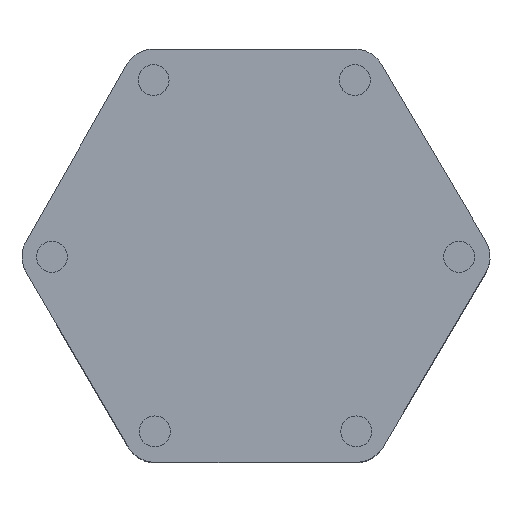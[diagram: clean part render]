
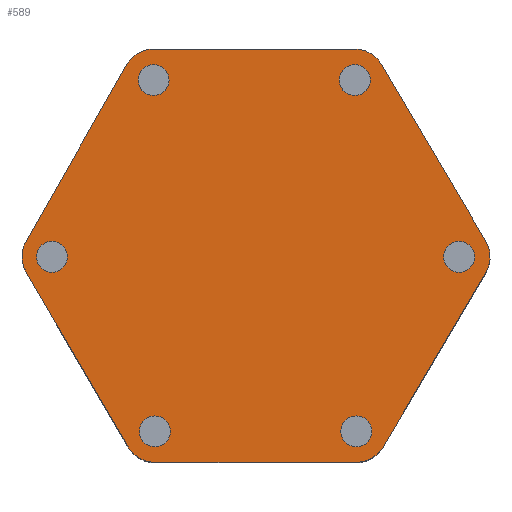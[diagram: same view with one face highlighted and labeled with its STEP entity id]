
A CAD part, top view. The second image highlights one B-rep face of the part: STEP entity #589.
In plain terms, the highlighted planar face has unit normal (0, 0, 1).
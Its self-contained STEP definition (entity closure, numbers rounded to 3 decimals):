
#94=CARTESIAN_POINT('Vertex',(70.756,-0.005,0.)) ;
#99=CARTESIAN_POINT('Axis2P3D Location',(65.756,-0.005,0.)) ;
#103=CARTESIAN_POINT('Vertex',(60.756,-0.005,0.)) ;
#125=CARTESIAN_POINT('Axis2P3D Location',(65.756,-0.005,0.)) ;
#161=CARTESIAN_POINT('Vertex',(-70.756,-0.005,0.)) ;
#166=CARTESIAN_POINT('Axis2P3D Location',(-65.756,-0.005,0.)) ;
#170=CARTESIAN_POINT('Vertex',(-60.756,-0.005,0.)) ;
#192=CARTESIAN_POINT('Axis2P3D Location',(-65.756,-0.005,0.)) ;
#223=CARTESIAN_POINT('Vertex',(-27.516,-56.383,0.)) ;
#228=CARTESIAN_POINT('Axis2P3D Location',(-32.516,-56.383,0.)) ;
#232=CARTESIAN_POINT('Vertex',(-37.516,-56.383,0.)) ;
#254=CARTESIAN_POINT('Axis2P3D Location',(-32.516,-56.383,0.)) ;
#285=CARTESIAN_POINT('Vertex',(37.555,-56.383,0.)) ;
#290=CARTESIAN_POINT('Axis2P3D Location',(32.555,-56.383,0.)) ;
#294=CARTESIAN_POINT('Vertex',(27.555,-56.383,0.)) ;
#316=CARTESIAN_POINT('Axis2P3D Location',(32.555,-56.383,0.)) ;
#347=CARTESIAN_POINT('Vertex',(37.074,57.087,0.)) ;
#352=CARTESIAN_POINT('Axis2P3D Location',(32.074,57.087,0.)) ;
#356=CARTESIAN_POINT('Vertex',(27.074,57.087,0.)) ;
#378=CARTESIAN_POINT('Axis2P3D Location',(32.074,57.087,0.)) ;
#409=CARTESIAN_POINT('Vertex',(-27.923,57.087,0.)) ;
#414=CARTESIAN_POINT('Axis2P3D Location',(-32.923,57.087,0.)) ;
#418=CARTESIAN_POINT('Vertex',(-37.923,57.087,0.)) ;
#440=CARTESIAN_POINT('Axis2P3D Location',(-32.923,57.087,0.)) ;
#462=CARTESIAN_POINT('Axis2P3D Location',(0.,0.,0.)) ;
#467=CARTESIAN_POINT('Line Origine',(-0.425,67.087,0.)) ;
#471=CARTESIAN_POINT('Vertex',(32.074,67.087,0.)) ;
#473=CARTESIAN_POINT('Vertex',(-32.923,67.087,0.)) ;
#476=CARTESIAN_POINT('Axis2P3D Location',(-32.923,57.087,0.)) ;
#480=CARTESIAN_POINT('Vertex',(-41.612,62.038,0.)) ;
#483=CARTESIAN_POINT('Line Origine',(-57.861,33.523,0.)) ;
#487=CARTESIAN_POINT('Vertex',(-74.11,5.008,0.)) ;
#490=CARTESIAN_POINT('Axis2P3D Location',(-65.422,0.057,0.)) ;
#494=CARTESIAN_POINT('Vertex',(-74.061,-4.98,0.)) ;
#497=CARTESIAN_POINT('Line Origine',(-57.608,-33.2,0.)) ;
#501=CARTESIAN_POINT('Vertex',(-41.155,-61.42,0.)) ;
#504=CARTESIAN_POINT('Axis2P3D Location',(-32.516,-56.383,0.)) ;
#508=CARTESIAN_POINT('Vertex',(-32.516,-66.383,0.)) ;
#511=CARTESIAN_POINT('Line Origine',(0.019,-66.383,0.)) ;
#515=CARTESIAN_POINT('Vertex',(32.555,-66.383,0.)) ;
#518=CARTESIAN_POINT('Axis2P3D Location',(32.555,-56.383,0.)) ;
#522=CARTESIAN_POINT('Vertex',(41.171,-61.458,0.)) ;
#525=CARTESIAN_POINT('Line Origine',(57.772,-33.268,0.)) ;
#529=CARTESIAN_POINT('Vertex',(74.372,-5.079,0.)) ;
#532=CARTESIAN_POINT('Axis2P3D Location',(65.756,-0.005,0.)) ;
#536=CARTESIAN_POINT('Vertex',(74.368,5.077,0.)) ;
#539=CARTESIAN_POINT('Line Origine',(57.527,33.623,0.)) ;
#543=CARTESIAN_POINT('Vertex',(40.686,62.169,0.)) ;
#546=CARTESIAN_POINT('Axis2P3D Location',(32.074,57.087,0.)) ;
#100=DIRECTION('Axis2P3D Direction',(0.,0.,1.)) ;
#126=DIRECTION('Axis2P3D Direction',(0.,0.,1.)) ;
#167=DIRECTION('Axis2P3D Direction',(0.,0.,1.)) ;
#193=DIRECTION('Axis2P3D Direction',(0.,0.,1.)) ;
#229=DIRECTION('Axis2P3D Direction',(0.,0.,1.)) ;
#255=DIRECTION('Axis2P3D Direction',(0.,0.,1.)) ;
#291=DIRECTION('Axis2P3D Direction',(0.,0.,1.)) ;
#317=DIRECTION('Axis2P3D Direction',(0.,0.,1.)) ;
#353=DIRECTION('Axis2P3D Direction',(0.,0.,1.)) ;
#379=DIRECTION('Axis2P3D Direction',(0.,0.,1.)) ;
#415=DIRECTION('Axis2P3D Direction',(0.,0.,1.)) ;
#441=DIRECTION('Axis2P3D Direction',(0.,0.,1.)) ;
#463=DIRECTION('Axis2P3D Direction',(0.,0.,1.)) ;
#464=DIRECTION('Axis2P3D XDirection',(1.,0.,0.)) ;
#468=DIRECTION('Vector Direction',(-1.,0.,0.)) ;
#477=DIRECTION('Axis2P3D Direction',(0.,0.,1.)) ;
#484=DIRECTION('Vector Direction',(-0.495,-0.869,0.)) ;
#491=DIRECTION('Axis2P3D Direction',(0.,0.,1.)) ;
#498=DIRECTION('Vector Direction',(0.504,-0.864,0.)) ;
#505=DIRECTION('Axis2P3D Direction',(0.,0.,1.)) ;
#512=DIRECTION('Vector Direction',(1.,0.,0.)) ;
#519=DIRECTION('Axis2P3D Direction',(0.,0.,1.)) ;
#526=DIRECTION('Vector Direction',(0.507,0.862,0.)) ;
#533=DIRECTION('Axis2P3D Direction',(0.,0.,1.)) ;
#540=DIRECTION('Vector Direction',(-0.508,0.861,0.)) ;
#547=DIRECTION('Axis2P3D Direction',(0.,0.,1.)) ;
#101=AXIS2_PLACEMENT_3D('Circle Axis2P3D',#99,#100,$) ;
#127=AXIS2_PLACEMENT_3D('Circle Axis2P3D',#125,#126,$) ;
#168=AXIS2_PLACEMENT_3D('Circle Axis2P3D',#166,#167,$) ;
#194=AXIS2_PLACEMENT_3D('Circle Axis2P3D',#192,#193,$) ;
#230=AXIS2_PLACEMENT_3D('Circle Axis2P3D',#228,#229,$) ;
#256=AXIS2_PLACEMENT_3D('Circle Axis2P3D',#254,#255,$) ;
#292=AXIS2_PLACEMENT_3D('Circle Axis2P3D',#290,#291,$) ;
#318=AXIS2_PLACEMENT_3D('Circle Axis2P3D',#316,#317,$) ;
#354=AXIS2_PLACEMENT_3D('Circle Axis2P3D',#352,#353,$) ;
#380=AXIS2_PLACEMENT_3D('Circle Axis2P3D',#378,#379,$) ;
#416=AXIS2_PLACEMENT_3D('Circle Axis2P3D',#414,#415,$) ;
#442=AXIS2_PLACEMENT_3D('Circle Axis2P3D',#440,#441,$) ;
#465=AXIS2_PLACEMENT_3D('Plane Axis2P3D',#462,#463,#464) ;
#478=AXIS2_PLACEMENT_3D('Circle Axis2P3D',#476,#477,$) ;
#492=AXIS2_PLACEMENT_3D('Circle Axis2P3D',#490,#491,$) ;
#506=AXIS2_PLACEMENT_3D('Circle Axis2P3D',#504,#505,$) ;
#520=AXIS2_PLACEMENT_3D('Circle Axis2P3D',#518,#519,$) ;
#534=AXIS2_PLACEMENT_3D('Circle Axis2P3D',#532,#533,$) ;
#548=AXIS2_PLACEMENT_3D('Circle Axis2P3D',#546,#547,$) ;
#552=ORIENTED_EDGE('',*,*,#475,.T.) ;
#553=ORIENTED_EDGE('',*,*,#482,.T.) ;
#554=ORIENTED_EDGE('',*,*,#489,.T.) ;
#555=ORIENTED_EDGE('',*,*,#496,.T.) ;
#556=ORIENTED_EDGE('',*,*,#503,.T.) ;
#557=ORIENTED_EDGE('',*,*,#510,.T.) ;
#558=ORIENTED_EDGE('',*,*,#517,.T.) ;
#559=ORIENTED_EDGE('',*,*,#524,.T.) ;
#560=ORIENTED_EDGE('',*,*,#531,.T.) ;
#561=ORIENTED_EDGE('',*,*,#538,.T.) ;
#562=ORIENTED_EDGE('',*,*,#545,.T.) ;
#563=ORIENTED_EDGE('',*,*,#550,.T.) ;
#566=ORIENTED_EDGE('',*,*,#105,.F.) ;
#567=ORIENTED_EDGE('',*,*,#129,.F.) ;
#570=ORIENTED_EDGE('',*,*,#172,.F.) ;
#571=ORIENTED_EDGE('',*,*,#196,.F.) ;
#574=ORIENTED_EDGE('',*,*,#234,.F.) ;
#575=ORIENTED_EDGE('',*,*,#258,.F.) ;
#578=ORIENTED_EDGE('',*,*,#296,.F.) ;
#579=ORIENTED_EDGE('',*,*,#320,.F.) ;
#582=ORIENTED_EDGE('',*,*,#358,.F.) ;
#583=ORIENTED_EDGE('',*,*,#382,.F.) ;
#586=ORIENTED_EDGE('',*,*,#420,.F.) ;
#587=ORIENTED_EDGE('',*,*,#444,.F.) ;
#568=FACE_BOUND('',#565,.T.) ;
#572=FACE_BOUND('',#569,.T.) ;
#576=FACE_BOUND('',#573,.T.) ;
#580=FACE_BOUND('',#577,.T.) ;
#584=FACE_BOUND('',#581,.T.) ;
#588=FACE_BOUND('',#585,.T.) ;
#469=VECTOR('Line Direction',#468,1.) ;
#485=VECTOR('Line Direction',#484,1.) ;
#499=VECTOR('Line Direction',#498,1.) ;
#513=VECTOR('Line Direction',#512,1.) ;
#527=VECTOR('Line Direction',#526,1.) ;
#541=VECTOR('Line Direction',#540,1.) ;
#589=ADVANCED_FACE('PartBody',(#564,#568,#572,#576,#580,#584,#588),#466,.T.) ;
#102=CIRCLE('generated circle',#101,5.) ;
#128=CIRCLE('generated circle',#127,5.) ;
#169=CIRCLE('generated circle',#168,5.) ;
#195=CIRCLE('generated circle',#194,5.) ;
#231=CIRCLE('generated circle',#230,5.) ;
#257=CIRCLE('generated circle',#256,5.) ;
#293=CIRCLE('generated circle',#292,5.) ;
#319=CIRCLE('generated circle',#318,5.) ;
#355=CIRCLE('generated circle',#354,5.) ;
#381=CIRCLE('generated circle',#380,5.) ;
#417=CIRCLE('generated circle',#416,5.) ;
#443=CIRCLE('generated circle',#442,5.) ;
#479=CIRCLE('generated circle',#478,10.) ;
#493=CIRCLE('generated circle',#492,10.) ;
#507=CIRCLE('generated circle',#506,10.) ;
#521=CIRCLE('generated circle',#520,10.) ;
#535=CIRCLE('generated circle',#534,10.) ;
#549=CIRCLE('generated circle',#548,10.) ;
#105=EDGE_CURVE('',#95,#104,#102,.T.) ;
#129=EDGE_CURVE('',#104,#95,#128,.T.) ;
#172=EDGE_CURVE('',#162,#171,#169,.T.) ;
#196=EDGE_CURVE('',#171,#162,#195,.T.) ;
#234=EDGE_CURVE('',#224,#233,#231,.T.) ;
#258=EDGE_CURVE('',#233,#224,#257,.T.) ;
#296=EDGE_CURVE('',#286,#295,#293,.T.) ;
#320=EDGE_CURVE('',#295,#286,#319,.T.) ;
#358=EDGE_CURVE('',#348,#357,#355,.T.) ;
#382=EDGE_CURVE('',#357,#348,#381,.T.) ;
#420=EDGE_CURVE('',#410,#419,#417,.T.) ;
#444=EDGE_CURVE('',#419,#410,#443,.T.) ;
#475=EDGE_CURVE('',#472,#474,#470,.T.) ;
#482=EDGE_CURVE('',#474,#481,#479,.T.) ;
#489=EDGE_CURVE('',#481,#488,#486,.T.) ;
#496=EDGE_CURVE('',#488,#495,#493,.T.) ;
#503=EDGE_CURVE('',#495,#502,#500,.T.) ;
#510=EDGE_CURVE('',#502,#509,#507,.T.) ;
#517=EDGE_CURVE('',#509,#516,#514,.T.) ;
#524=EDGE_CURVE('',#516,#523,#521,.T.) ;
#531=EDGE_CURVE('',#523,#530,#528,.T.) ;
#538=EDGE_CURVE('',#530,#537,#535,.T.) ;
#545=EDGE_CURVE('',#537,#544,#542,.T.) ;
#550=EDGE_CURVE('',#544,#472,#549,.T.) ;
#551=EDGE_LOOP('',(#552,#553,#554,#555,#556,#557,#558,#559,#560,#561,#562,#563)) ;
#565=EDGE_LOOP('',(#566,#567)) ;
#569=EDGE_LOOP('',(#570,#571)) ;
#573=EDGE_LOOP('',(#574,#575)) ;
#577=EDGE_LOOP('',(#578,#579)) ;
#581=EDGE_LOOP('',(#582,#583)) ;
#585=EDGE_LOOP('',(#586,#587)) ;
#564=FACE_OUTER_BOUND('',#551,.T.) ;
#470=LINE('Line',#467,#469) ;
#486=LINE('Line',#483,#485) ;
#500=LINE('Line',#497,#499) ;
#514=LINE('Line',#511,#513) ;
#528=LINE('Line',#525,#527) ;
#542=LINE('Line',#539,#541) ;
#466=PLANE('',#465) ;
#95=VERTEX_POINT('',#94) ;
#104=VERTEX_POINT('',#103) ;
#162=VERTEX_POINT('',#161) ;
#171=VERTEX_POINT('',#170) ;
#224=VERTEX_POINT('',#223) ;
#233=VERTEX_POINT('',#232) ;
#286=VERTEX_POINT('',#285) ;
#295=VERTEX_POINT('',#294) ;
#348=VERTEX_POINT('',#347) ;
#357=VERTEX_POINT('',#356) ;
#410=VERTEX_POINT('',#409) ;
#419=VERTEX_POINT('',#418) ;
#472=VERTEX_POINT('',#471) ;
#474=VERTEX_POINT('',#473) ;
#481=VERTEX_POINT('',#480) ;
#488=VERTEX_POINT('',#487) ;
#495=VERTEX_POINT('',#494) ;
#502=VERTEX_POINT('',#501) ;
#509=VERTEX_POINT('',#508) ;
#516=VERTEX_POINT('',#515) ;
#523=VERTEX_POINT('',#522) ;
#530=VERTEX_POINT('',#529) ;
#537=VERTEX_POINT('',#536) ;
#544=VERTEX_POINT('',#543) ;
